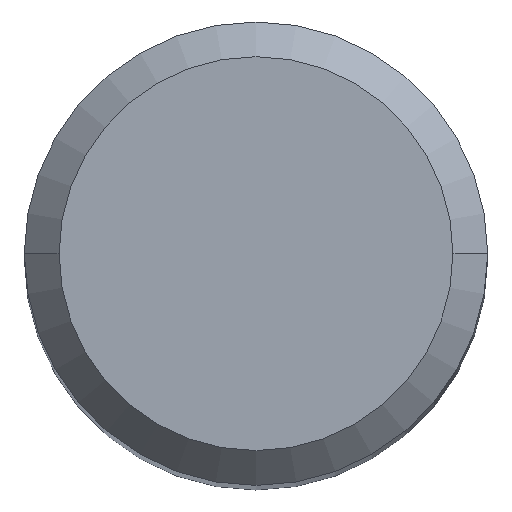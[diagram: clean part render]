
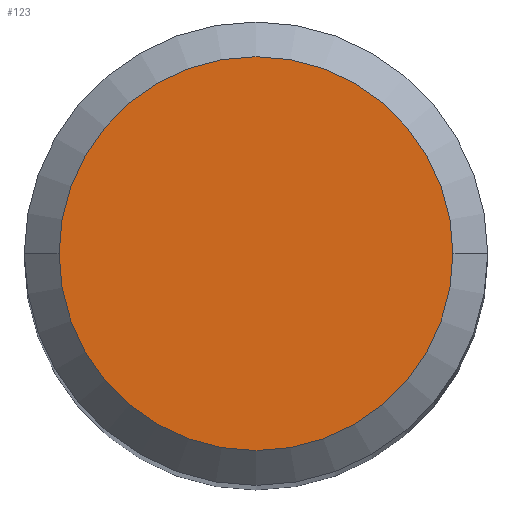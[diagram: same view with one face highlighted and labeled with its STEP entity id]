
A CAD part, top view. The second image highlights one B-rep face of the part: STEP entity #123.
In plain terms, the highlighted planar face has unit normal (0, 0, 1).
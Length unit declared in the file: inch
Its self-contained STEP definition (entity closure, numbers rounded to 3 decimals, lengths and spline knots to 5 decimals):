
#2 = EDGE_CURVE ( 'NONE', #207, #149, #48, .T. ) ;
#25 = PLANE ( 'NONE',  #454 ) ;
#28 = EDGE_LOOP ( 'NONE', ( #380, #122 ) ) ;
#48 = CIRCLE ( 'NONE', #460, 0.10625 ) ;
#107 = CARTESIAN_POINT ( 'NONE',  ( 0.10625, 0., 0. ) ) ;
#120 = CARTESIAN_POINT ( 'NONE',  ( 0., 0., 0. ) ) ;
#121 = DIRECTION ( 'NONE',  ( 0., 0., 1. ) ) ;
#122 = ORIENTED_EDGE ( 'NONE', *, *, #256, .T. ) ;
#123 = ADVANCED_FACE ( 'NONE', ( #222 ), #25, .F. ) ;
#149 = VERTEX_POINT ( 'NONE', #107 ) ;
#156 = DIRECTION ( 'NONE',  ( 0., 0., -1. ) ) ;
#207 = VERTEX_POINT ( 'NONE', #316 ) ;
#222 = FACE_OUTER_BOUND ( 'NONE', #28, .T. ) ;
#252 = DIRECTION ( 'NONE',  ( 0., 0., 1. ) ) ;
#256 = EDGE_CURVE ( 'NONE', #149, #207, #446, .T. ) ;
#298 = AXIS2_PLACEMENT_3D ( 'NONE', #318, #252, #399 ) ;
#304 = DIRECTION ( 'NONE',  ( -1., 0., 0. ) ) ;
#316 = CARTESIAN_POINT ( 'NONE',  ( -0.10625, 0., 0. ) ) ;
#318 = CARTESIAN_POINT ( 'NONE',  ( 0., 0., 0. ) ) ;
#372 = CARTESIAN_POINT ( 'NONE',  ( 0., 0., 0. ) ) ;
#380 = ORIENTED_EDGE ( 'NONE', *, *, #2, .T. ) ;
#383 = DIRECTION ( 'NONE',  ( 1., 0., 0. ) ) ;
#399 = DIRECTION ( 'NONE',  ( 1., 0., 0. ) ) ;
#446 = CIRCLE ( 'NONE', #298, 0.10625 ) ;
#454 = AXIS2_PLACEMENT_3D ( 'NONE', #372, #156, #304 ) ;
#460 = AXIS2_PLACEMENT_3D ( 'NONE', #120, #121, #383 ) ;
